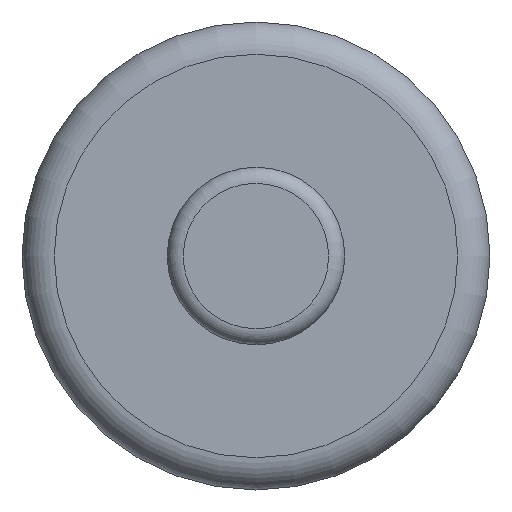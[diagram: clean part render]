
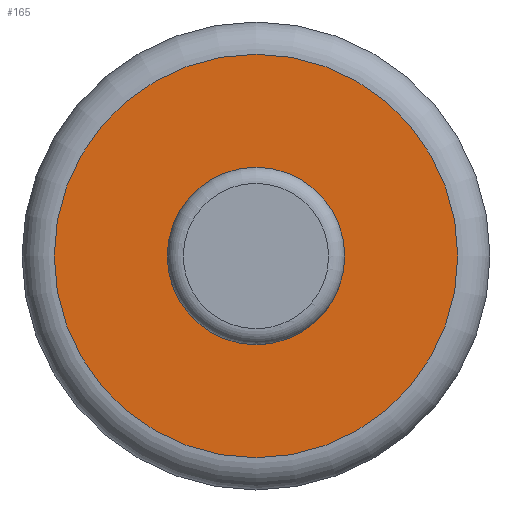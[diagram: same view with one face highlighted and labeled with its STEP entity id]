
A CAD part, left-side view. The second image highlights one B-rep face of the part: STEP entity #165.
In plain terms, the highlighted planar face has unit normal (-1, 0, 0).
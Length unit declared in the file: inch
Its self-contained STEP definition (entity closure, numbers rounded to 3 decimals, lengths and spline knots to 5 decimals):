
#15=FACE_BOUND('',#41,.T.);
#17=PLANE('',#212);
#32=FACE_OUTER_BOUND('',#40,.T.);
#40=EDGE_LOOP('',(#150,#151));
#41=EDGE_LOOP('',(#152,#153));
#57=CIRCLE('',#198,0.24606);
#58=CIRCLE('',#199,0.24606);
#59=CIRCLE('',#201,0.10827);
#62=CIRCLE('',#204,0.10827);
#73=VERTEX_POINT('',#293);
#74=VERTEX_POINT('',#295);
#75=VERTEX_POINT('',#299);
#76=VERTEX_POINT('',#300);
#95=EDGE_CURVE('',#73,#74,#57,.T.);
#96=EDGE_CURVE('',#74,#73,#58,.T.);
#97=EDGE_CURVE('',#75,#76,#59,.T.);
#101=EDGE_CURVE('',#76,#75,#62,.T.);
#150=ORIENTED_EDGE('',*,*,#96,.F.);
#151=ORIENTED_EDGE('',*,*,#95,.F.);
#152=ORIENTED_EDGE('',*,*,#97,.F.);
#153=ORIENTED_EDGE('',*,*,#101,.F.);
#165=ADVANCED_FACE('',(#32,#15),#17,.F.);
#198=AXIS2_PLACEMENT_3D('',#296,#240,#241);
#199=AXIS2_PLACEMENT_3D('',#297,#242,#243);
#201=AXIS2_PLACEMENT_3D('',#301,#246,#247);
#204=AXIS2_PLACEMENT_3D('',#307,#253,#254);
#212=AXIS2_PLACEMENT_3D('',#403,#269,#270);
#240=DIRECTION('center_axis',(1.,0.,0.));
#241=DIRECTION('ref_axis',(0.,0.,-1.));
#242=DIRECTION('center_axis',(1.,0.,0.));
#243=DIRECTION('ref_axis',(0.,0.,-1.));
#246=DIRECTION('center_axis',(-1.,0.,0.));
#247=DIRECTION('ref_axis',(0.,0.,-1.));
#253=DIRECTION('center_axis',(-1.,0.,0.));
#254=DIRECTION('ref_axis',(0.,0.,-1.));
#269=DIRECTION('center_axis',(1.,0.,0.));
#270=DIRECTION('ref_axis',(0.,0.,-1.));
#293=CARTESIAN_POINT('',(0.,0.,0.24606));
#295=CARTESIAN_POINT('',(0.,0.,-0.24606));
#296=CARTESIAN_POINT('Origin',(0.,0.,
0.));
#297=CARTESIAN_POINT('Origin',(0.,0.,
0.));
#299=CARTESIAN_POINT('',(0.,0.,-0.10827));
#300=CARTESIAN_POINT('',(0.,0.,0.10827));
#301=CARTESIAN_POINT('Origin',(0.,0.,0.));
#307=CARTESIAN_POINT('Origin',(0.,0.,0.));
#403=CARTESIAN_POINT('Origin',(0.,0.,0.));
